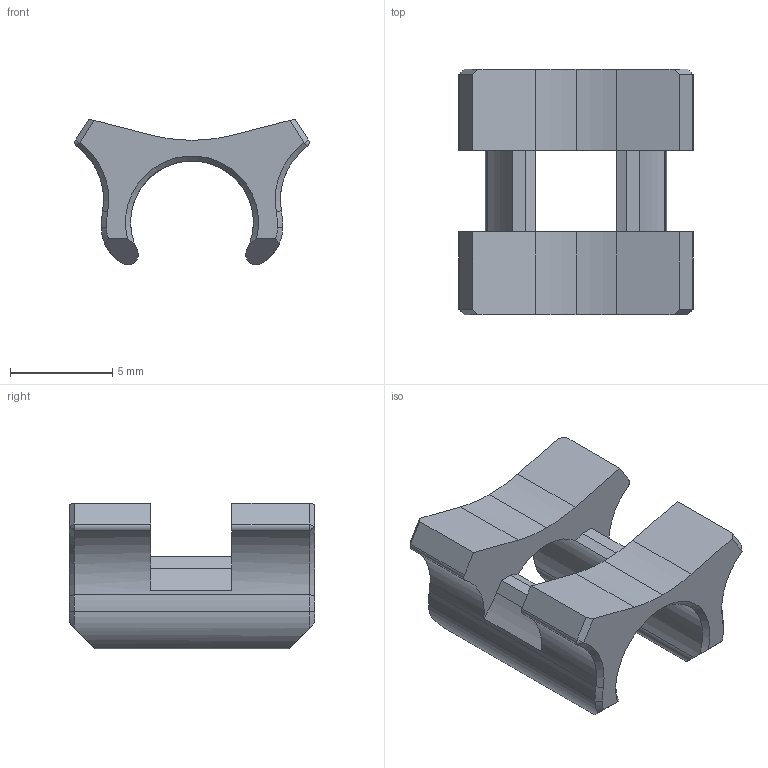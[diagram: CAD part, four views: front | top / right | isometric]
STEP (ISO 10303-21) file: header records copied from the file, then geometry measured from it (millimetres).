
FILE_DESCRIPTION (( 'STEP AP214' ), '1' );
FILE_NAME ('CS1112_CS2023.STEP', '2025-04-08T18:38:37', ( '' ), ( '' ), 'SwSTEP 2.0', 'SolidWorks 2023', '' );
FILE_SCHEMA (( 'AUTOMOTIVE_DESIGN' ));
Length unit declared in the file: inch
Products named in the file (1): CS1112_CS2023
Bounding box: 11.44 x 11.99 x 7.12 mm (x, y, z)
Volume: 312.4 mm3; surface area: 521 mm2
Topology: 1 solids, 1 shells, 66 faces, 179 edges, 110 vertices
Faces by surface type: plane 24, cylinder 23, cone 19
Entity records: 2078 total; most frequent: CARTESIAN_POINT 424, ORIENTED_EDGE 350, DIRECTION 345, EDGE_CURVE 175, AXIS2_PLACEMENT_3D 127, VERTEX_POINT 110, VECTOR 91, LINE 91
